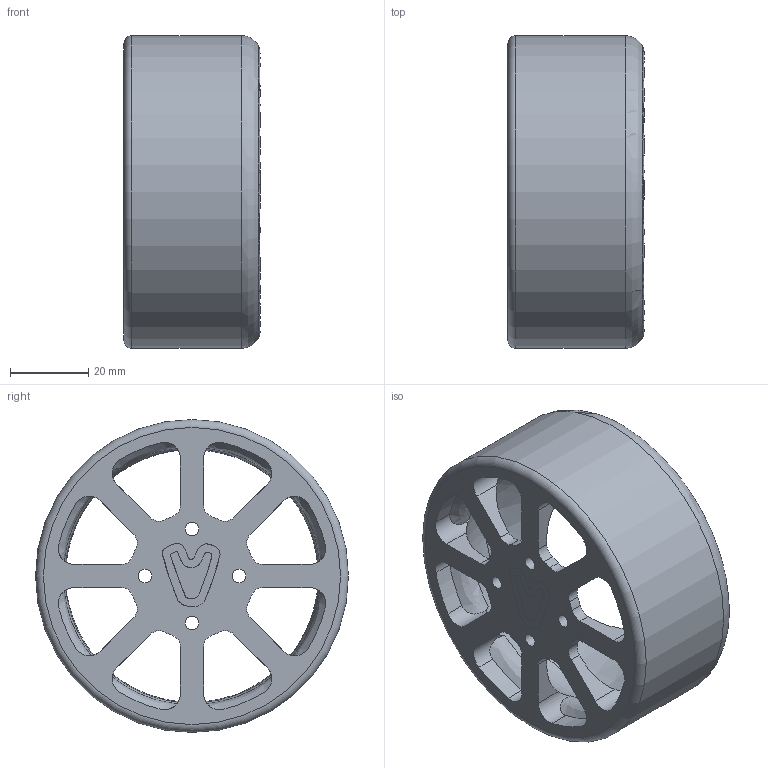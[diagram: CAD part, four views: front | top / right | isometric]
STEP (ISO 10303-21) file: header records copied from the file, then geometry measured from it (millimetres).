
FILE_DESCRIPTION(/* description */ (''),/* implementation_level */ '2;1');
FILE_NAME(/* name */ '80 mm alternate wheel.step',/* time_stamp */ '2025-04-26T00:21:18+02:00',/* author */ (''),/* organization */ (''),/* preprocessor_version */ 'ST-DEVELOPER v20.1',/* originating_system */ 'Autodesk Translation Framework v14.4.0.0',/* authorisation */ '');
FILE_SCHEMA (('AUTOMOTIVE_DESIGN { 1 0 10303 214 3 1 1 }'));
Length unit declared in the file: millimetre
Products named in the file (1): Rad 80mm
Bounding box: 34.8 x 80 x 80 mm (x, y, z)
Volume: 54327.5 mm3; surface area: 23050.6 mm2
Topology: 2 solids, 2 shells, 126 faces, 407 edges, 279 vertices
Faces by surface type: cylinder 53, bspline 48, plane 22, torus 3
Full cylindrical faces by diameter (mm): 3.4 x4, 80 x1
Entity records: 5784 total; most frequent: CARTESIAN_POINT 2569, ORIENTED_EDGE 814, DIRECTION 513, EDGE_CURVE 407, VERTEX_POINT 279, AXIS2_PLACEMENT_3D 187, EDGE_LOOP 146, LINE 139
